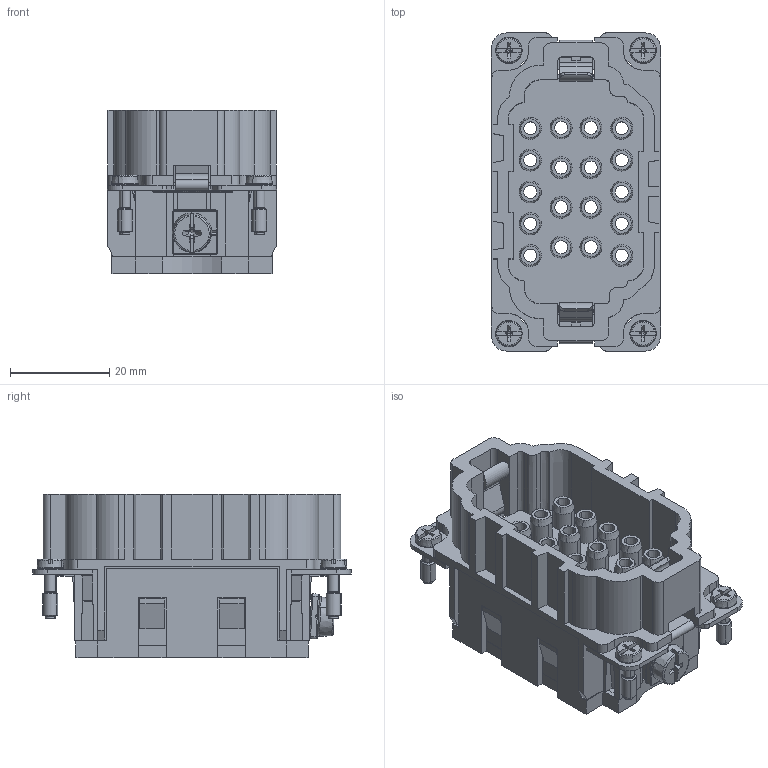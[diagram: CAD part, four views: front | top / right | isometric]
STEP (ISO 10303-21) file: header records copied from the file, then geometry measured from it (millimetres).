
FILE_DESCRIPTION(('CATIA V5 STEP','CAx-IF Rec.Pracs.--- Model Styling and Organization---1.2---2011-12-15'),'2;1');
FILE_NAME ('13455841_2_1826810000_1826810000 HDC HEE 18 MC.stp','2018-08-20T11:04:59+00:00',('none'),('Weidmueller'),'CATIA Version 5-6 Release 2014 SP4 HF52','CATIA V5 STEP AP214','none');
FILE_SCHEMA(('AUTOMOTIVE_DESIGN { 1 0 10303 214 1 1 1 1 }'));
Products named in the file (1): 1826810000
Bounding box: 34 x 64 x 32.8 mm (x, y, z)
Volume: 24116.1 mm3; surface area: 31423.9 mm2
Topology: 1 solids, 1 shells, 2190 faces, 6338 edges, 4075 vertices
Faces by surface type: plane 1126, cylinder 454, cone 246, bspline 200, torus 144, extrusion 16, sphere 4
Entity records: 75963 total; most frequent: CARTESIAN_POINT 24130, ORIENTED_EDGE 12648, DIRECTION 7623, EDGE_CURVE 6324, VERTEX_POINT 4075, VECTOR 3297, LINE 3281, AXIS2_PLACEMENT_3D 2952
